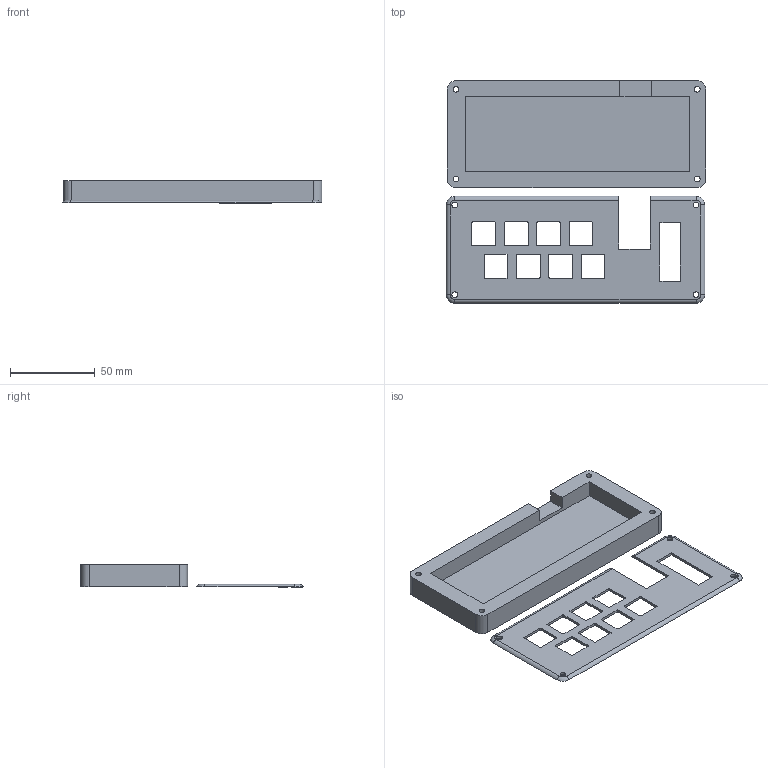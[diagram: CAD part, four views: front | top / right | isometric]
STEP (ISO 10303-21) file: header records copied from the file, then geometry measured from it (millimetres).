
FILE_DESCRIPTION(/* description */ (''),/* implementation_level */ '2;1');
FILE_NAME(/* name */ 'Macropad full case.step',/* time_stamp */ '2025-12-07T12:23:05-08:00',/* author */ (''),/* organization */ (''),/* preprocessor_version */ 'ST-DEVELOPER v20.1',/* originating_system */ 'Autodesk Translation Framework v14.21.0.0',/* authorisation */ '');
FILE_SCHEMA (('AUTOMOTIVE_DESIGN { 1 0 10303 214 3 1 1 }'));
Length unit declared in the file: millimetre
Products named in the file (4): Macropad full case; MacroPad Case; Arsha's MacroPad; Macropad Case Top
Assembly tree (2 placements, depth 2):
  Macropad full case
    MacroPad Case
    Macropad Case Top
  Arsha's MacroPad
Bounding box: 152.61 x 130.9 x 13.2 mm (x, y, z)
Volume: 74046.1 mm3; surface area: 43674.3 mm2
Topology: 2 solids, 2 shells, 466 faces, 1311 edges, 874 vertices
Faces by surface type: bspline 257, plane 152, cylinder 53, torus 4
Full cylindrical faces by diameter (mm): 3.4 x8, 6 x4
Entity records: 17572 total; most frequent: CARTESIAN_POINT 7027, ORIENTED_EDGE 2622, DIRECTION 1343, EDGE_CURVE 1311, VERTEX_POINT 874, LINE 683, VECTOR 683, EDGE_LOOP 525
